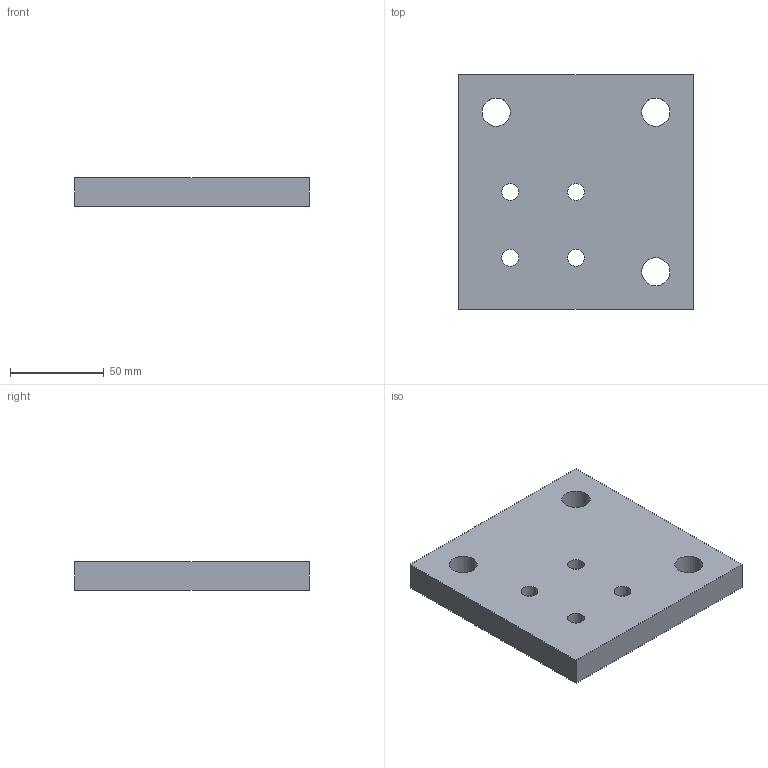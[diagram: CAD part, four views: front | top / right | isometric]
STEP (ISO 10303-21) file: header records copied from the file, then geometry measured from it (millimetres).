
FILE_DESCRIPTION(('Creo Elements/Direct Modeling STEP Export'),'2;1');
FILE_NAME('55.0230.2_Sockelplatte-MMS-55_125x125x15-Eck-Montage-schwarz.stp','2022-03-21T 8:07:41',(''),(''),'PTC Creo Elements/Direct Modeling STEP processor for AP214 (Solid Model)','PTC Creo Elements/Direct Modeling 19.0C 15-Aug-2015 (C) Parametric Technology GmbH','');
FILE_SCHEMA(('AUTOMOTIVE_DESIGN { 1 0 10303 214 1 1 1 1 }'));
Length unit declared in the file: millimetre
Products named in the file (1): Sockelplatte-MMS-55_125x125x15-Eck-Montage-schwarz_55.0230.2_PX176212
Bounding box: 125 x 125 x 15 mm (x, y, z)
Volume: 218534.3 mm3; surface area: 41676.4 mm2
Topology: 1 solids, 1 shells, 32 faces, 78 edges, 52 vertices
Faces by surface type: cylinder 22, plane 10
Entity records: 906 total; most frequent: ORIENTED_EDGE 156, DIRECTION 144, CARTESIAN_POINT 141, EDGE_CURVE 78, AXIS2_PLACEMENT_3D 55, VERTEX_POINT 52, EDGE_LOOP 50, VECTOR 34
